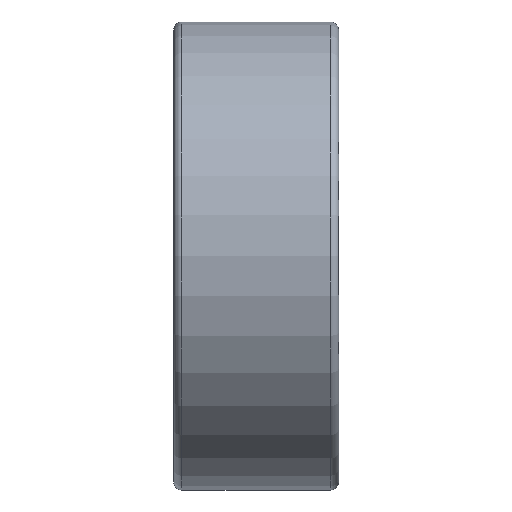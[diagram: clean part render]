
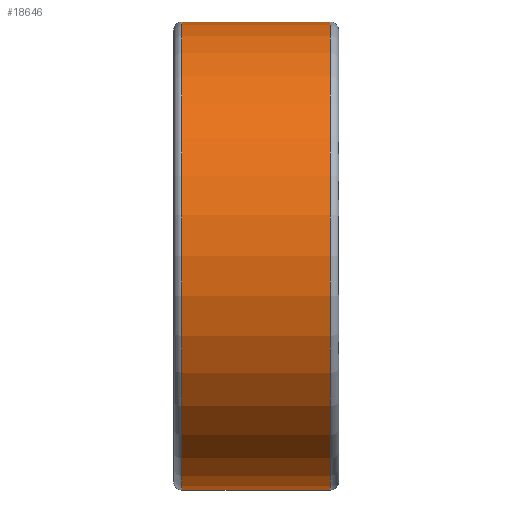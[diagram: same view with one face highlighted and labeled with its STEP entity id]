
A CAD part, top view. The second image highlights one B-rep face of the part: STEP entity #18646.
In plain terms, the highlighted cylindrical face has radius 8.5 mm (diameter 17 mm), a partial arc.
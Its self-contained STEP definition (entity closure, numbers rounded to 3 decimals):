
#8705=DIRECTION('',(-1.,0.,0.));
#8706=VECTOR('',#8705,5.4);
#8707=CARTESIAN_POINT('',(2.7,8.5,0.));
#8708=LINE('',#8707,#8706);
#8712=DIRECTION('',(-1.,0.,0.));
#8713=VECTOR('',#8712,5.4);
#8714=CARTESIAN_POINT('',(2.7,-8.5,0.));
#8715=LINE('',#8714,#8713);
#8727=CARTESIAN_POINT('',(2.7,0.,0.));
#8728=DIRECTION('',(1.,0.,0.));
#8729=DIRECTION('',(0.,1.,0.));
#8730=AXIS2_PLACEMENT_3D('',#8727,#8728,#8729);
#8735=CARTESIAN_POINT('',(-2.7,0.,0.));
#8736=DIRECTION('',(1.,0.,0.));
#8737=DIRECTION('',(0.,1.,0.));
#8738=AXIS2_PLACEMENT_3D('',#8735,#8736,#8737);
#15678=CARTESIAN_POINT('',(2.7,8.5,0.));
#15679=CARTESIAN_POINT('',(-2.7,8.5,0.));
#15680=VERTEX_POINT('',#15678);
#15681=VERTEX_POINT('',#15679);
#15690=CARTESIAN_POINT('',(2.7,-8.5,0.));
#15691=CARTESIAN_POINT('',(-2.7,-8.5,0.));
#15692=VERTEX_POINT('',#15690);
#15693=VERTEX_POINT('',#15691);
#18634=CARTESIAN_POINT('',(-3.3,0.,0.));
#18635=DIRECTION('',(1.,0.,0.));
#18636=DIRECTION('',(0.,-1.,0.));
#18637=AXIS2_PLACEMENT_3D('',#18634,#18635,#18636);
#18638=CYLINDRICAL_SURFACE('',#18637,8.5);
#18639=ORIENTED_EDGE('',*,*,#18624,.F.);
#18640=ORIENTED_EDGE('',*,*,#18601,.T.);
#18641=ORIENTED_EDGE('',*,*,#18628,.T.);
#18643=ORIENTED_EDGE('',*,*,#18642,.F.);
#18644=EDGE_LOOP('',(#18639,#18640,#18641,#18643));
#18645=FACE_OUTER_BOUND('',#18644,.F.);
#8731=CIRCLE('',#8730,8.5);
#8739=CIRCLE('',#8738,8.5);
#18601=EDGE_CURVE('',#15680,#15692,#8731,.T.);
#18624=EDGE_CURVE('',#15680,#15681,#8708,.T.);
#18628=EDGE_CURVE('',#15692,#15693,#8715,.T.);
#18642=EDGE_CURVE('',#15681,#15693,#8739,.T.);
#18646=ADVANCED_FACE('',(#18645),#18638,.T.);
